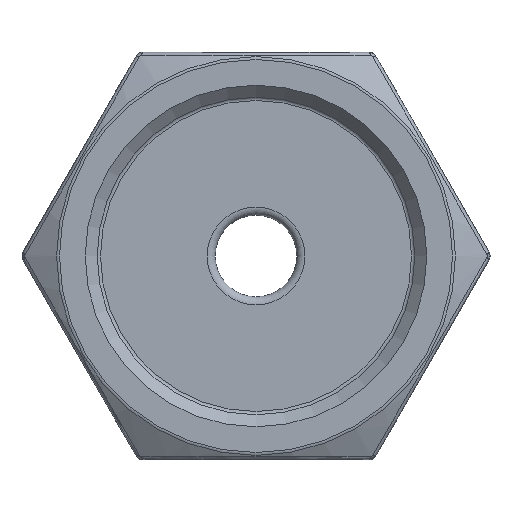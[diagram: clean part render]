
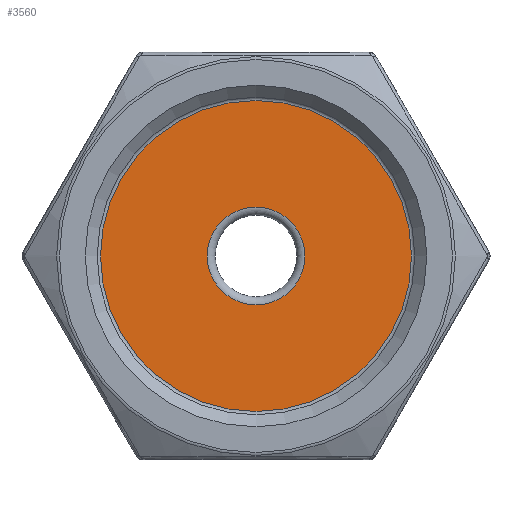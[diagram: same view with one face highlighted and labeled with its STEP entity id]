
A CAD part, left-side view. The second image highlights one B-rep face of the part: STEP entity #3560.
In plain terms, the highlighted planar face has unit normal (-1, 0, 0).
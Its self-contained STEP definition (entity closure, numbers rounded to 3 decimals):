
#304 = CIRCLE ( 'NONE', #8345, 19.076 ) ;
#711 = VERTEX_POINT ( 'NONE', #857 ) ;
#823 = PLANE ( 'NONE',  #5899 ) ;
#857 = CARTESIAN_POINT ( 'NONE',  ( 20.5, 0., 19.076 ) ) ;
#1190 = DIRECTION ( 'NONE',  ( 0., 0., -1. ) ) ;
#3133 = ORIENTED_EDGE ( 'NONE', *, *, #14671, .F. ) ;
#3560 = ADVANCED_FACE ( 'NONE', ( #8981, #8910 ), #823, .F. ) ;
#3896 = CIRCLE ( 'NONE', #7694, 6. ) ;
#4171 = EDGE_LOOP ( 'NONE', ( #3133 ) ) ;
#4340 = ORIENTED_EDGE ( 'NONE', *, *, #8543, .T. ) ;
#4933 = DIRECTION ( 'NONE',  ( 0., 0., 1. ) ) ;
#5331 = CARTESIAN_POINT ( 'NONE',  ( 20.5, 0., -19.576 ) ) ;
#5469 = DIRECTION ( 'NONE',  ( 1., 0., 0. ) ) ;
#5899 = AXIS2_PLACEMENT_3D ( 'NONE', #5331, #5469, #9882 ) ;
#7295 = VERTEX_POINT ( 'NONE', #11811 ) ;
#7447 = CARTESIAN_POINT ( 'NONE',  ( 20.5, 0., 0. ) ) ;
#7694 = AXIS2_PLACEMENT_3D ( 'NONE', #13660, #8169, #1190 ) ;
#8136 = EDGE_LOOP ( 'NONE', ( #4340 ) ) ;
#8169 = DIRECTION ( 'NONE',  ( 1., 0., 0. ) ) ;
#8345 = AXIS2_PLACEMENT_3D ( 'NONE', #7447, #9763, #4933 ) ;
#8543 = EDGE_CURVE ( 'NONE', #7295, #7295, #3896, .T. ) ;
#8910 = FACE_OUTER_BOUND ( 'NONE', #4171, .T. ) ;
#8981 = FACE_BOUND ( 'NONE', #8136, .T. ) ;
#9763 = DIRECTION ( 'NONE',  ( 1., 0., 0. ) ) ;
#9882 = DIRECTION ( 'NONE',  ( 0., 1., 0. ) ) ;
#11811 = CARTESIAN_POINT ( 'NONE',  ( 20.5, 0., -6. ) ) ;
#13660 = CARTESIAN_POINT ( 'NONE',  ( 20.5, 0., 0. ) ) ;
#14671 = EDGE_CURVE ( 'NONE', #711, #711, #304, .T. ) ;
